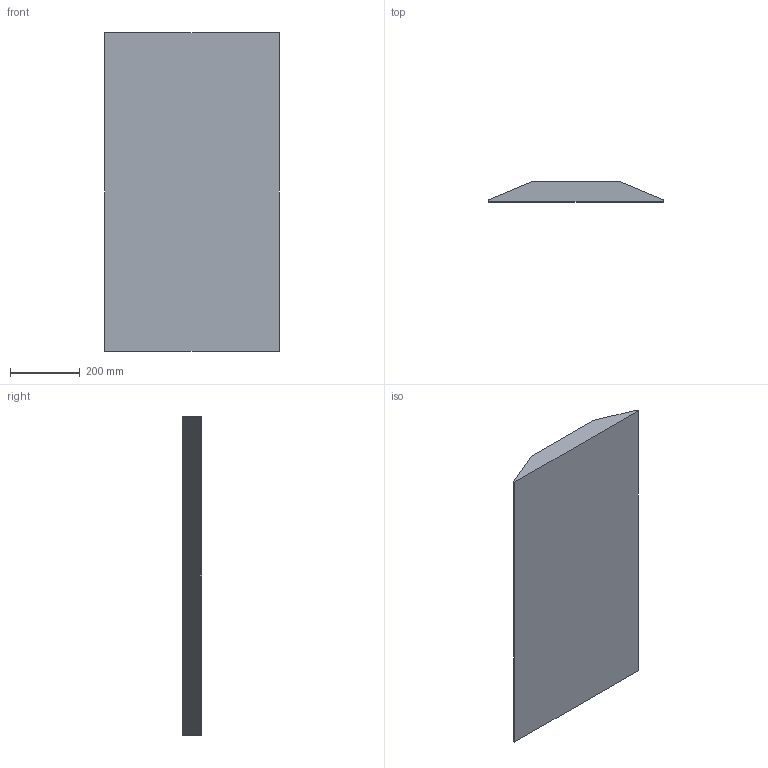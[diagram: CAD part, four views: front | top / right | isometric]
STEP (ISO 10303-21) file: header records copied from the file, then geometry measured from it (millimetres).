
FILE_DESCRIPTION (( 'STEP AP214' ), '1' );
FILE_NAME ('RL5-34-T.STEP', '2024-09-20T13:59:07', ( '' ), ( '' ), 'SwSTEP 2.0', 'SolidWorks 2024', '' );
FILE_SCHEMA (( 'AUTOMOTIVE_DESIGN' ));
Length unit declared in the file: millimetre
Products named in the file (1): RL5-34-T
Bounding box: 500 x 57 x 910 mm (x, y, z)
Volume: 20007984.4 mm3; surface area: 995915 mm2
Topology: 1 solids, 1 shells, 100 faces, 264 edges, 176 vertices
Faces by surface type: plane 75, bspline 25
Entity records: 4429 total; most frequent: CARTESIAN_POINT 2094, ORIENTED_EDGE 528, DIRECTION 366, EDGE_CURVE 264, LINE 214, VECTOR 214, VERTEX_POINT 176, EDGE_LOOP 110
